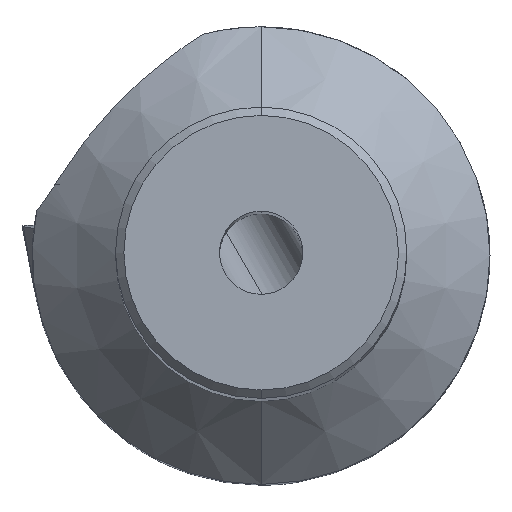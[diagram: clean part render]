
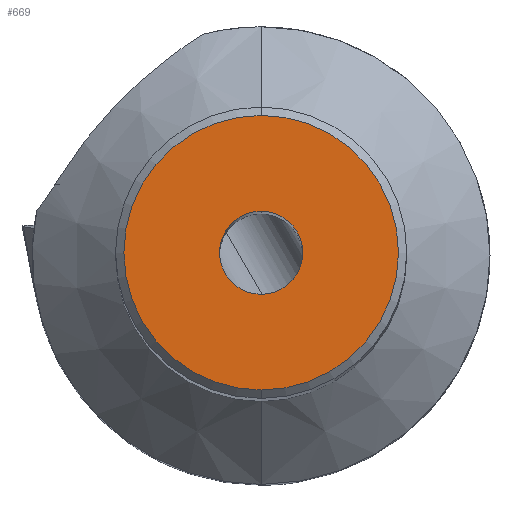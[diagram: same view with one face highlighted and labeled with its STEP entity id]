
A CAD part, top view. The second image highlights one B-rep face of the part: STEP entity #669.
In plain terms, the highlighted planar face has unit normal (0, 0, 1).
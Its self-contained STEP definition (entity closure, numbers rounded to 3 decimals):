
#647=EDGE_CURVE('NONE',#1045,#1107,#1691,.T.);
#669=ADVANCED_FACE('NONE',(#1713,#1714),#1715,.F.);
#719=EDGE_CURVE('NONE',#1107,#1045,#1768,.T.);
#1045=VERTEX_POINT('NONE',#2134);
#1085=VERTEX_POINT('NONE',#2180);
#1107=VERTEX_POINT('NONE',#2203);
#1253=VERTEX_POINT('NONE',#2362);
#1423=EDGE_CURVE('NONE',#1085,#1253,#2550,.T.);
#1425=EDGE_CURVE('NONE',#1253,#1085,#2552,.T.);
#1691=CIRCLE('',#2902,3.3);
#1713=FACE_OUTER_BOUND('',#2960,.T.);
#1714=FACE_BOUND('',#2961,.T.);
#1715=PLANE('',#2962);
#1768=CIRCLE('',#3040,3.3);
#2134=CARTESIAN_POINT('',(0.0,3.3,34.6));
#2180=CARTESIAN_POINT('',(0.0,1.0,34.6));
#2203=CARTESIAN_POINT('',(0.,-3.3,34.6));
#2362=CARTESIAN_POINT('',(0.,-1.0,34.6));
#2550=CIRCLE('',#4284,1.0);
#2552=CIRCLE('',#4287,1.0);
#2902=AXIS2_PLACEMENT_3D('',#4650,#4651,#4652);
#2960=EDGE_LOOP('',(#4657,#4658));
#2961=EDGE_LOOP('',(#4659,#4660));
#2962=AXIS2_PLACEMENT_3D('',#4661,#4662,#4663);
#3040=AXIS2_PLACEMENT_3D('',#4727,#4728,#4729);
#4284=AXIS2_PLACEMENT_3D('',#5683,#5684,#5685);
#4287=AXIS2_PLACEMENT_3D('',#5686,#5687,#5688);
#4650=CARTESIAN_POINT('',(0.0,0.0,34.6));
#4651=DIRECTION('',(0.0,-0.0,1.0));
#4652=DIRECTION('',(0.0,1.0,0.0));
#4657=ORIENTED_EDGE('',*,*,#647,.T.);
#4658=ORIENTED_EDGE('',*,*,#719,.T.);
#4659=ORIENTED_EDGE('',*,*,#1423,.T.);
#4660=ORIENTED_EDGE('',*,*,#1425,.T.);
#4661=CARTESIAN_POINT('',(0.0,0.0,34.6));
#4662=DIRECTION('',(0.0,0.0,-1.0));
#4663=DIRECTION('',(0.0,1.0,0.0));
#4727=CARTESIAN_POINT('',(0.0,0.0,34.6));
#4728=DIRECTION('',(0.0,-0.0,1.0));
#4729=DIRECTION('',(0.0,1.0,0.0));
#5683=CARTESIAN_POINT('',(0.0,0.0,34.6));
#5684=DIRECTION('',(0.0,0.0,-1.0));
#5685=DIRECTION('',(0.0,1.0,0.0));
#5686=CARTESIAN_POINT('',(0.0,0.0,34.6));
#5687=DIRECTION('',(0.0,0.0,-1.0));
#5688=DIRECTION('',(0.0,1.0,0.0));
